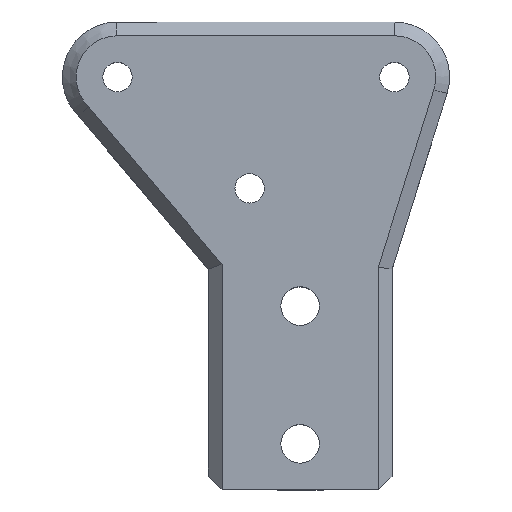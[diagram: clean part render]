
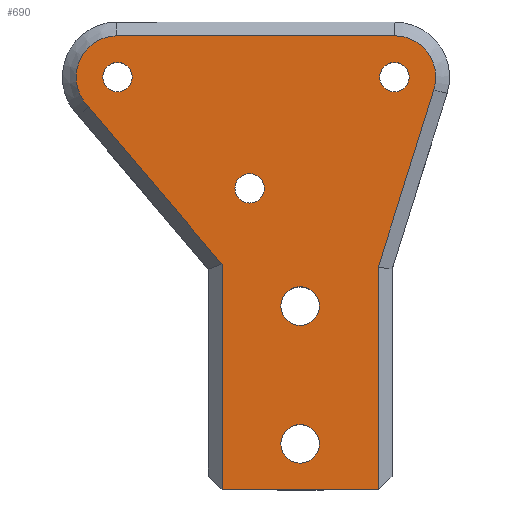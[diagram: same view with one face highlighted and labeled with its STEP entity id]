
A CAD part, top view. The second image highlights one B-rep face of the part: STEP entity #690.
In plain terms, the highlighted planar face has unit normal (0, 0, 1).
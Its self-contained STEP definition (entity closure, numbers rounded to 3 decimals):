
#14=FACE_BOUND('',#142,.T.);
#15=FACE_BOUND('',#143,.T.);
#16=FACE_BOUND('',#144,.T.);
#17=FACE_BOUND('',#145,.T.);
#18=FACE_BOUND('',#146,.T.);
#69=CIRCLE('',#742,4.5);
#72=CIRCLE('',#748,4.5);
#74=CIRCLE('',#756,1.6);
#75=CIRCLE('',#757,1.6);
#76=CIRCLE('',#758,1.6);
#77=CIRCLE('',#759,2.1);
#78=CIRCLE('',#760,2.1);
#102=FACE_OUTER_BOUND('',#141,.T.);
#141=EDGE_LOOP('',(#514,#515,#516,#517,#518,#519,#520,#521));
#142=EDGE_LOOP('',(#522));
#143=EDGE_LOOP('',(#523));
#144=EDGE_LOOP('',(#524));
#145=EDGE_LOOP('',(#525));
#146=EDGE_LOOP('',(#526));
#184=LINE('',#1002,#252);
#187=LINE('',#1011,#255);
#189=LINE('',#1024,#257);
#192=LINE('',#1030,#260);
#196=LINE('',#1041,#264);
#208=LINE('',#1066,#276);
#252=VECTOR('',#806,10.);
#255=VECTOR('',#813,10.);
#257=VECTOR('',#823,10.);
#260=VECTOR('',#828,10.);
#264=VECTOR('',#840,10.);
#276=VECTOR('',#864,10.);
#320=VERTEX_POINT('',#999);
#321=VERTEX_POINT('',#1001);
#324=VERTEX_POINT('',#1008);
#325=VERTEX_POINT('',#1010);
#326=VERTEX_POINT('',#1014);
#328=VERTEX_POINT('',#1023);
#330=VERTEX_POINT('',#1029);
#333=VERTEX_POINT('',#1036);
#341=VERTEX_POINT('',#1067);
#342=VERTEX_POINT('',#1069);
#343=VERTEX_POINT('',#1071);
#344=VERTEX_POINT('',#1073);
#345=VERTEX_POINT('',#1075);
#378=EDGE_CURVE('',#321,#320,#184,.T.);
#382=EDGE_CURVE('',#325,#324,#187,.T.);
#384=EDGE_CURVE('',#324,#326,#69,.T.);
#387=EDGE_CURVE('',#326,#328,#189,.T.);
#390=EDGE_CURVE('',#328,#330,#192,.T.);
#395=EDGE_CURVE('',#333,#325,#72,.T.);
#396=EDGE_CURVE('',#320,#333,#196,.T.);
#409=EDGE_CURVE('',#321,#330,#208,.T.);
#410=EDGE_CURVE('',#341,#341,#74,.T.);
#411=EDGE_CURVE('',#342,#342,#75,.T.);
#412=EDGE_CURVE('',#343,#343,#76,.T.);
#413=EDGE_CURVE('',#344,#344,#77,.T.);
#414=EDGE_CURVE('',#345,#345,#78,.T.);
#514=ORIENTED_EDGE('',*,*,#390,.T.);
#515=ORIENTED_EDGE('',*,*,#409,.F.);
#516=ORIENTED_EDGE('',*,*,#378,.T.);
#517=ORIENTED_EDGE('',*,*,#396,.T.);
#518=ORIENTED_EDGE('',*,*,#395,.T.);
#519=ORIENTED_EDGE('',*,*,#382,.T.);
#520=ORIENTED_EDGE('',*,*,#384,.T.);
#521=ORIENTED_EDGE('',*,*,#387,.T.);
#522=ORIENTED_EDGE('',*,*,#410,.T.);
#523=ORIENTED_EDGE('',*,*,#411,.T.);
#524=ORIENTED_EDGE('',*,*,#412,.T.);
#525=ORIENTED_EDGE('',*,*,#413,.T.);
#526=ORIENTED_EDGE('',*,*,#414,.T.);
#660=PLANE('',#755);
#690=ADVANCED_FACE('',(#102,#14,#15,#16,#17,#18),#660,.F.);
#742=AXIS2_PLACEMENT_3D('',#1015,#817,#818);
#748=AXIS2_PLACEMENT_3D('',#1039,#836,#837);
#755=AXIS2_PLACEMENT_3D('',#1065,#862,#863);
#756=AXIS2_PLACEMENT_3D('',#1068,#865,#866);
#757=AXIS2_PLACEMENT_3D('',#1070,#867,#868);
#758=AXIS2_PLACEMENT_3D('',#1072,#869,#870);
#759=AXIS2_PLACEMENT_3D('',#1074,#871,#872);
#760=AXIS2_PLACEMENT_3D('',#1076,#873,#874);
#806=DIRECTION('',(0.,1.,0.));
#813=DIRECTION('',(-1.,0.,0.));
#817=DIRECTION('center_axis',(0.,0.,1.));
#818=DIRECTION('ref_axis',(-0.715,-0.699,0.));
#823=DIRECTION('',(0.647,-0.763,0.));
#828=DIRECTION('',(0.,-1.,0.));
#836=DIRECTION('center_axis',(0.,0.,1.));
#837=DIRECTION('ref_axis',(0.711,0.704,0.));
#840=DIRECTION('',(0.299,0.954,0.));
#862=DIRECTION('center_axis',(0.,0.,-1.));
#863=DIRECTION('ref_axis',(-1.,0.,0.));
#864=DIRECTION('',(-1.,0.,0.));
#865=DIRECTION('center_axis',(0.,0.,-1.));
#866=DIRECTION('ref_axis',(1.,0.,0.));
#867=DIRECTION('center_axis',(0.,0.,-1.));
#868=DIRECTION('ref_axis',(1.,0.,0.));
#869=DIRECTION('center_axis',(0.,0.,-1.));
#870=DIRECTION('ref_axis',(1.,0.,0.));
#871=DIRECTION('center_axis',(0.,0.,-1.));
#872=DIRECTION('ref_axis',(-1.,0.,0.));
#873=DIRECTION('center_axis',(0.,0.,-1.));
#874=DIRECTION('ref_axis',(1.,0.,0.));
#999=CARTESIAN_POINT('',(16.44,-9.726,44.));
#1001=CARTESIAN_POINT('',(16.44,-33.955,44.));
#1002=CARTESIAN_POINT('',(16.44,-23.955,44.));
#1008=CARTESIAN_POINT('',(-12.06,15.453,44.));
#1010=CARTESIAN_POINT('',(18.202,15.455,44.));
#1011=CARTESIAN_POINT('',(13.07,15.455,44.));
#1014=CARTESIAN_POINT('',(-15.122,7.773,44.));
#1015=CARTESIAN_POINT('Origin',(-11.94,10.955,44.));
#1023=CARTESIAN_POINT('',(-0.56,-9.405,44.));
#1024=CARTESIAN_POINT('',(1.525,-11.865,44.));
#1029=CARTESIAN_POINT('',(-0.56,-33.955,44.));
#1030=CARTESIAN_POINT('',(-0.56,-11.955,44.));
#1036=CARTESIAN_POINT('',(22.497,9.61,44.));
#1039=CARTESIAN_POINT('Origin',(18.202,10.955,44.));
#1041=CARTESIAN_POINT('',(15.491,-12.754,44.));
#1065=CARTESIAN_POINT('Origin',(7.94,-13.955,44.));
#1066=CARTESIAN_POINT('',(1.89,-33.955,44.));
#1067=CARTESIAN_POINT('',(0.84,-1.145,44.));
#1068=CARTESIAN_POINT('Origin',(2.44,-1.145,44.));
#1069=CARTESIAN_POINT('',(16.602,10.955,44.));
#1070=CARTESIAN_POINT('Origin',(18.202,10.955,44.));
#1071=CARTESIAN_POINT('',(-13.54,10.955,44.));
#1072=CARTESIAN_POINT('Origin',(-11.94,10.955,44.));
#1073=CARTESIAN_POINT('',(10.04,-28.955,44.));
#1074=CARTESIAN_POINT('Origin',(7.94,-28.955,44.));
#1075=CARTESIAN_POINT('',(5.84,-13.955,44.));
#1076=CARTESIAN_POINT('Origin',(7.94,-13.955,44.));
